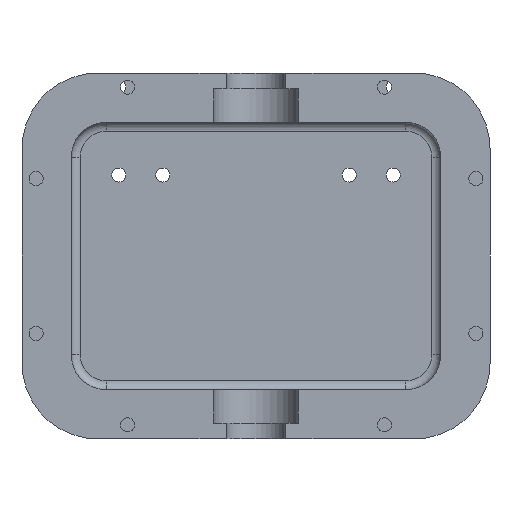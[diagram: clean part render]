
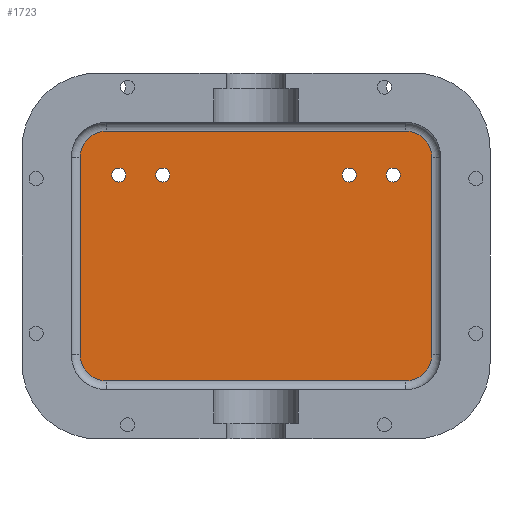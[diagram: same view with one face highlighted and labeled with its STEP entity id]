
A CAD part, front view. The second image highlights one B-rep face of the part: STEP entity #1723.
In plain terms, the highlighted planar face has unit normal (0, -1, 0).
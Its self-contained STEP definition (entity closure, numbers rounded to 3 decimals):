
#28=FACE_BOUND('',#263,.T.);
#29=FACE_BOUND('',#264,.T.);
#30=FACE_BOUND('',#265,.T.);
#31=FACE_BOUND('',#266,.T.);
#56=PLANE('',#1940);
#150=FACE_OUTER_BOUND('',#262,.T.);
#262=EDGE_LOOP('',(#1382,#1383,#1384,#1385,#1386,#1387,#1388,#1389));
#263=EDGE_LOOP('',(#1390));
#264=EDGE_LOOP('',(#1391));
#265=EDGE_LOOP('',(#1392));
#266=EDGE_LOOP('',(#1393));
#377=LINE('',#2875,#499);
#378=LINE('',#2886,#500);
#380=LINE('',#2898,#502);
#382=LINE('',#2910,#504);
#499=VECTOR('',#2333,10.);
#500=VECTOR('',#2346,10.);
#502=VECTOR('',#2360,10.);
#504=VECTOR('',#2374,10.);
#567=CIRCLE('',#1779,4.);
#571=CIRCLE('',#1785,4.);
#575=CIRCLE('',#1791,4.);
#579=CIRCLE('',#1797,4.);
#654=CIRCLE('',#1914,15.);
#658=CIRCLE('',#1920,15.);
#662=CIRCLE('',#1926,15.);
#665=CIRCLE('',#1931,15.);
#697=VERTEX_POINT('',#2592);
#701=VERTEX_POINT('',#2604);
#705=VERTEX_POINT('',#2616);
#709=VERTEX_POINT('',#2628);
#788=VERTEX_POINT('',#2868);
#791=VERTEX_POINT('',#2873);
#793=VERTEX_POINT('',#2878);
#795=VERTEX_POINT('',#2884);
#797=VERTEX_POINT('',#2890);
#799=VERTEX_POINT('',#2896);
#801=VERTEX_POINT('',#2902);
#803=VERTEX_POINT('',#2908);
#854=EDGE_CURVE('',#697,#697,#567,.T.);
#860=EDGE_CURVE('',#701,#701,#571,.T.);
#866=EDGE_CURVE('',#705,#705,#575,.T.);
#872=EDGE_CURVE('',#709,#709,#579,.T.);
#994=EDGE_CURVE('',#791,#788,#377,.T.);
#996=EDGE_CURVE('',#793,#791,#654,.T.);
#999=EDGE_CURVE('',#795,#793,#378,.T.);
#1002=EDGE_CURVE('',#797,#795,#658,.T.);
#1005=EDGE_CURVE('',#799,#797,#380,.T.);
#1008=EDGE_CURVE('',#801,#799,#662,.T.);
#1011=EDGE_CURVE('',#803,#801,#382,.T.);
#1013=EDGE_CURVE('',#788,#803,#665,.T.);
#1382=ORIENTED_EDGE('',*,*,#994,.F.);
#1383=ORIENTED_EDGE('',*,*,#996,.F.);
#1384=ORIENTED_EDGE('',*,*,#999,.F.);
#1385=ORIENTED_EDGE('',*,*,#1002,.F.);
#1386=ORIENTED_EDGE('',*,*,#1005,.F.);
#1387=ORIENTED_EDGE('',*,*,#1008,.F.);
#1388=ORIENTED_EDGE('',*,*,#1011,.F.);
#1389=ORIENTED_EDGE('',*,*,#1013,.F.);
#1390=ORIENTED_EDGE('',*,*,#854,.T.);
#1391=ORIENTED_EDGE('',*,*,#860,.T.);
#1392=ORIENTED_EDGE('',*,*,#866,.T.);
#1393=ORIENTED_EDGE('',*,*,#872,.T.);
#1723=ADVANCED_FACE('',(#150,#28,#29,#30,#31),#56,.T.);
#1779=AXIS2_PLACEMENT_3D('',#2594,#2013,#2014);
#1785=AXIS2_PLACEMENT_3D('',#2606,#2027,#2028);
#1791=AXIS2_PLACEMENT_3D('',#2618,#2041,#2042);
#1797=AXIS2_PLACEMENT_3D('',#2630,#2055,#2056);
#1914=AXIS2_PLACEMENT_3D('',#2880,#2338,#2339);
#1920=AXIS2_PLACEMENT_3D('',#2892,#2352,#2353);
#1926=AXIS2_PLACEMENT_3D('',#2904,#2366,#2367);
#1931=AXIS2_PLACEMENT_3D('',#2913,#2378,#2379);
#1940=AXIS2_PLACEMENT_3D('',#2937,#2404,#2405);
#2013=DIRECTION('center_axis',(0.,1.,0.));
#2014=DIRECTION('ref_axis',(1.,0.,0.));
#2027=DIRECTION('center_axis',(0.,1.,0.));
#2028=DIRECTION('ref_axis',(1.,0.,0.));
#2041=DIRECTION('center_axis',(0.,1.,0.));
#2042=DIRECTION('ref_axis',(1.,0.,0.));
#2055=DIRECTION('center_axis',(0.,1.,0.));
#2056=DIRECTION('ref_axis',(1.,0.,0.));
#2333=DIRECTION('',(0.,0.,1.));
#2338=DIRECTION('center_axis',(0.,1.,0.));
#2339=DIRECTION('ref_axis',(-0.707,0.,-0.707));
#2346=DIRECTION('',(-1.,0.,0.));
#2352=DIRECTION('center_axis',(0.,1.,0.));
#2353=DIRECTION('ref_axis',(0.707,0.,-0.707));
#2360=DIRECTION('',(0.,0.,-1.));
#2366=DIRECTION('center_axis',(0.,1.,0.));
#2367=DIRECTION('ref_axis',(0.707,0.,0.707));
#2374=DIRECTION('',(1.,0.,0.));
#2378=DIRECTION('center_axis',(0.,1.,0.));
#2379=DIRECTION('ref_axis',(-0.707,0.,0.707));
#2404=DIRECTION('center_axis',(0.,-1.,0.));
#2405=DIRECTION('ref_axis',(0.,0.,-1.));
#2592=CARTESIAN_POINT('',(-82.,98.,46.));
#2594=CARTESIAN_POINT('Origin',(-78.,98.,46.));
#2604=CARTESIAN_POINT('',(74.,98.,46.));
#2606=CARTESIAN_POINT('Origin',(78.,98.,46.));
#2616=CARTESIAN_POINT('',(-57.,98.,46.));
#2618=CARTESIAN_POINT('Origin',(-53.,98.,46.));
#2628=CARTESIAN_POINT('',(49.,98.,46.));
#2630=CARTESIAN_POINT('Origin',(53.,98.,46.));
#2868=CARTESIAN_POINT('',(-100.,98.,56.));
#2873=CARTESIAN_POINT('',(-100.,98.,-56.));
#2875=CARTESIAN_POINT('',(-100.,98.,-28.));
#2878=CARTESIAN_POINT('',(-85.,98.,-71.));
#2880=CARTESIAN_POINT('Origin',(-85.,98.,-56.));
#2884=CARTESIAN_POINT('',(85.,98.,-71.));
#2886=CARTESIAN_POINT('',(42.5,98.,-71.));
#2890=CARTESIAN_POINT('',(100.,98.,-56.));
#2892=CARTESIAN_POINT('Origin',(85.,98.,-56.));
#2896=CARTESIAN_POINT('',(100.,98.,56.));
#2898=CARTESIAN_POINT('',(100.,98.,28.));
#2902=CARTESIAN_POINT('',(85.,98.,71.));
#2904=CARTESIAN_POINT('Origin',(85.,98.,56.));
#2908=CARTESIAN_POINT('',(-85.,98.,71.));
#2910=CARTESIAN_POINT('',(-42.5,98.,71.));
#2913=CARTESIAN_POINT('Origin',(-85.,98.,56.));
#2937=CARTESIAN_POINT('Origin',(0.,98.,0.));
